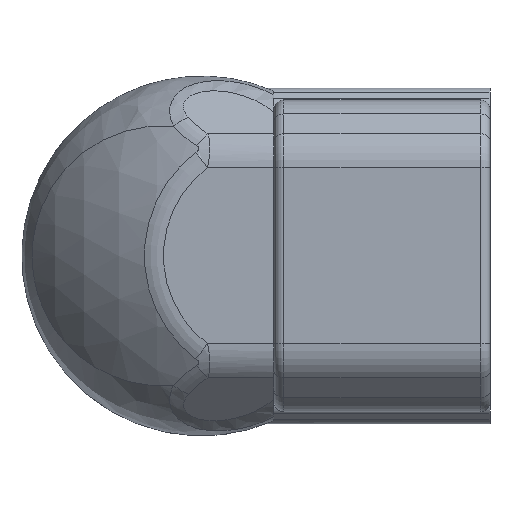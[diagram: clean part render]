
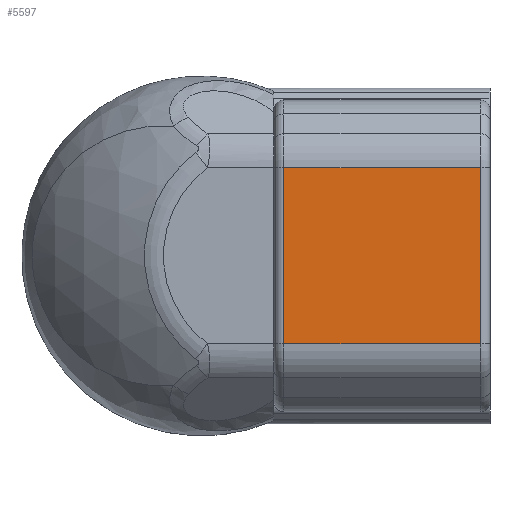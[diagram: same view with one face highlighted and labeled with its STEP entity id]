
A CAD part, top view. The second image highlights one B-rep face of the part: STEP entity #5597.
In plain terms, the highlighted face is planar.
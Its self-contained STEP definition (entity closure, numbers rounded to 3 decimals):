
#5 = DIRECTION ( 'NONE',  ( -1., 0., 0. ) ) ;
#138 = EDGE_LOOP ( 'NONE', ( #6899, #406, #553, #2466 ) ) ;
#406 = ORIENTED_EDGE ( 'NONE', *, *, #738, .T. ) ;
#484 = LINE ( 'NONE', #1593, #6870 ) ;
#543 = CARTESIAN_POINT ( 'NONE',  ( -18.358, 27.5, -20.5 ) ) ;
#553 = ORIENTED_EDGE ( 'NONE', *, *, #3355, .F. ) ;
#651 = DIRECTION ( 'NONE',  ( 0., 0., 1. ) ) ;
#708 = VECTOR ( 'NONE', #5599, 1000. ) ;
#738 = EDGE_CURVE ( 'NONE', #3352, #1551, #825, .T. ) ;
#825 = LINE ( 'NONE', #4649, #4788 ) ;
#1551 = VERTEX_POINT ( 'NONE', #6400 ) ;
#1593 = CARTESIAN_POINT ( 'NONE',  ( -18.358, 27.5, -20.5 ) ) ;
#1620 = DIRECTION ( 'NONE',  ( 0., 1., 0. ) ) ;
#2146 = CARTESIAN_POINT ( 'NONE',  ( 0., 27.5, 22.5 ) ) ;
#2466 = ORIENTED_EDGE ( 'NONE', *, *, #4516, .T. ) ;
#2477 = VERTEX_POINT ( 'NONE', #3213 ) ;
#2529 = VECTOR ( 'NONE', #651, 1000. ) ;
#3213 = CARTESIAN_POINT ( 'NONE',  ( 18.358, 27.5, -20.5 ) ) ;
#3235 = CARTESIAN_POINT ( 'NONE',  ( 18.358, 27.5, -22.5 ) ) ;
#3352 = VERTEX_POINT ( 'NONE', #3362 ) ;
#3355 = EDGE_CURVE ( 'NONE', #2477, #1551, #3975, .T. ) ;
#3362 = CARTESIAN_POINT ( 'NONE',  ( -18.358, 27.5, 20.5 ) ) ;
#3402 = CARTESIAN_POINT ( 'NONE',  ( -18.358, 27.5, -22.5 ) ) ;
#3418 = EDGE_CURVE ( 'NONE', #5679, #3352, #4509, .T. ) ;
#3579 = DIRECTION ( 'NONE',  ( 1., 0., 0. ) ) ;
#3622 = AXIS2_PLACEMENT_3D ( 'NONE', #2146, #1620, #5 ) ;
#3975 = LINE ( 'NONE', #3235, #2529 ) ;
#4407 = FACE_OUTER_BOUND ( 'NONE', #138, .T. ) ;
#4509 = LINE ( 'NONE', #3402, #708 ) ;
#4516 = EDGE_CURVE ( 'NONE', #2477, #5679, #484, .T. ) ;
#4649 = CARTESIAN_POINT ( 'NONE',  ( 0., 27.5, 20.5 ) ) ;
#4788 = VECTOR ( 'NONE', #3579, 1000. ) ;
#4888 = PLANE ( 'NONE',  #3622 ) ;
#5305 = DIRECTION ( 'NONE',  ( -1., 0., 0. ) ) ;
#5597 = ADVANCED_FACE ( 'NONE', ( #4407 ), #4888, .T. ) ;
#5599 = DIRECTION ( 'NONE',  ( 0., 0., 1. ) ) ;
#5679 = VERTEX_POINT ( 'NONE', #543 ) ;
#6400 = CARTESIAN_POINT ( 'NONE',  ( 18.358, 27.5, 20.5 ) ) ;
#6870 = VECTOR ( 'NONE', #5305, 1000. ) ;
#6899 = ORIENTED_EDGE ( 'NONE', *, *, #3418, .T. ) ;
